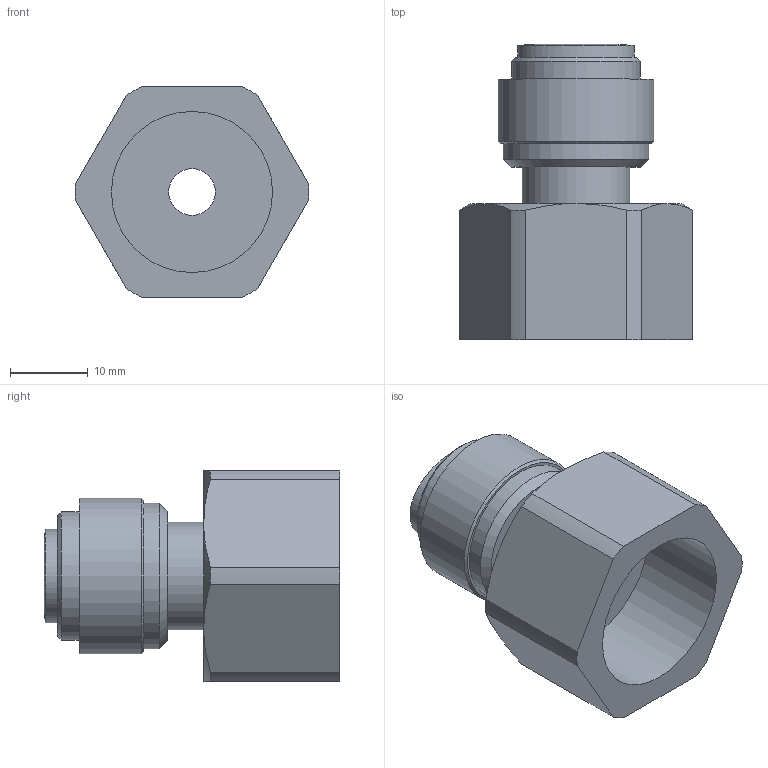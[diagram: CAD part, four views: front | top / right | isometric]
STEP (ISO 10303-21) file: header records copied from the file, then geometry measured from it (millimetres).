
FILE_DESCRIPTION((''),'2;1');
FILE_NAME('Fluidfit Products 3D Ass''HCF 08G04.stp','2012-05-25T11:04:49',('Microsoft'),(''),'Autodesk Inventor 2008','Autodesk Inventor 2008','');
FILE_SCHEMA(('AUTOMOTIVE_DESIGN { 1 0 10303 214 1 1 1 1 }'));
Length unit declared in the file: millimetre
Products named in the file (1): HCF 08G04
Bounding box: 29.99 x 38 x 27 mm (x, y, z)
Volume: 10580.5 mm3; surface area: 5552.6 mm2
Topology: 1 solids, 1 shells, 39 faces, 81 edges, 50 vertices
Faces by surface type: plane 14, cylinder 13, cone 9, bspline 2, torus 1
Full cylindrical faces by diameter (mm): 6 x1, 8 x1, 13.8 x1, 16.5 x1, 18.7 x1, 20 x1, 20.7 x1
Entity records: 1121 total; most frequent: CARTESIAN_POINT 318, DIRECTION 170, ORIENTED_EDGE 138, AXIS2_PLACEMENT_3D 76, EDGE_CURVE 69, EDGE_LOOP 59, VERTEX_POINT 50, FACE_OUTER_BOUND 39
